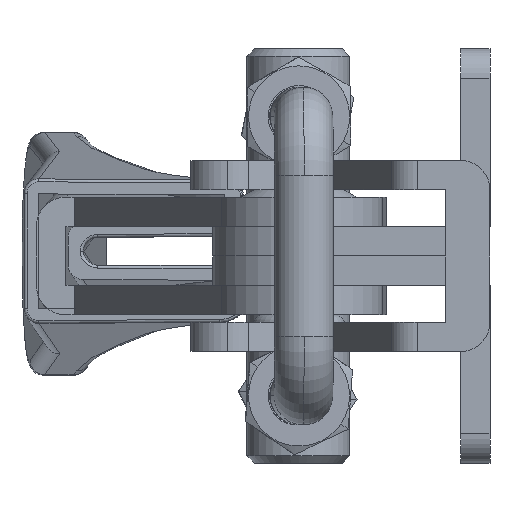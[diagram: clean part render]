
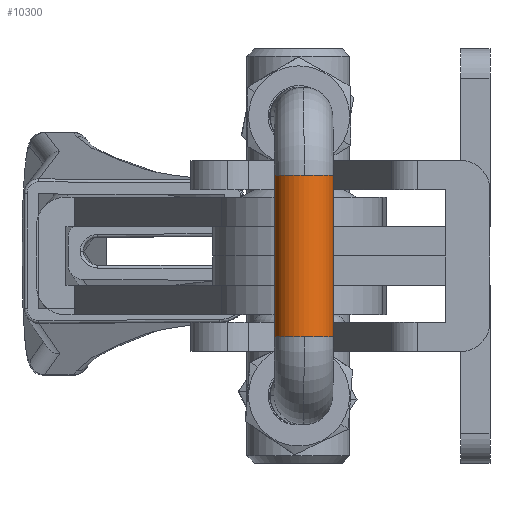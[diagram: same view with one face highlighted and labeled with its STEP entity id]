
A CAD part, left-side view. The second image highlights one B-rep face of the part: STEP entity #10300.
In plain terms, the highlighted cylindrical face has radius 2 mm (diameter 4 mm), a partial arc.
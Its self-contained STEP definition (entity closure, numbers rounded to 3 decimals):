
#44 = EDGE_CURVE ( 'NONE', #10119, #8456, #27494, .T. ) ;
#1760 = DIRECTION ( 'NONE',  ( 0., 1., 0. ) ) ;
#2387 = EDGE_LOOP ( 'NONE', ( #28859, #40710, #27958, #25804, #41182, #38026 ) ) ;
#6178 = DIRECTION ( 'NONE',  ( 0., 1., 0. ) ) ;
#6620 = VERTEX_POINT ( 'NONE', #33757 ) ;
#7137 = CIRCLE ( 'NONE', #37807, 2. ) ;
#8127 = CARTESIAN_POINT ( 'NONE',  ( 55., 15., 0. ) ) ;
#8367 = CARTESIAN_POINT ( 'NONE',  ( 57., 15., 0. ) ) ;
#8456 = VERTEX_POINT ( 'NONE', #8911 ) ;
#8466 = CARTESIAN_POINT ( 'NONE',  ( 55., 4., 0. ) ) ;
#8911 = CARTESIAN_POINT ( 'NONE',  ( 55., 15., 2. ) ) ;
#10119 = VERTEX_POINT ( 'NONE', #16923 ) ;
#10300 = ADVANCED_FACE ( 'NONE', ( #28419 ), #20014, .T. ) ;
#10436 = DIRECTION ( 'NONE',  ( 0., 1., 0. ) ) ;
#10630 = EDGE_CURVE ( 'NONE', #11821, #13017, #7137, .T. ) ;
#11335 = DIRECTION ( 'NONE',  ( 0., 0., -1. ) ) ;
#11821 = VERTEX_POINT ( 'NONE', #8367 ) ;
#12548 = EDGE_CURVE ( 'NONE', #10119, #35706, #15527, .T. ) ;
#13017 = VERTEX_POINT ( 'NONE', #16362 ) ;
#13858 = CIRCLE ( 'NONE', #35618, 2. ) ;
#14956 = DIRECTION ( 'NONE',  ( 0., 1., 0. ) ) ;
#15527 = CIRCLE ( 'NONE', #21225, 2. ) ;
#16263 = CARTESIAN_POINT ( 'NONE',  ( 55., 4., 0. ) ) ;
#16362 = CARTESIAN_POINT ( 'NONE',  ( 55., 15., -2. ) ) ;
#16923 = CARTESIAN_POINT ( 'NONE',  ( 55., 4., 2. ) ) ;
#16982 = CARTESIAN_POINT ( 'NONE',  ( 57., 4., 0. ) ) ;
#17831 = VECTOR ( 'NONE', #10436, 1000. ) ;
#18159 = DIRECTION ( 'NONE',  ( 0., 1., 0. ) ) ;
#19071 = VECTOR ( 'NONE', #6178, 1000. ) ;
#19473 = DIRECTION ( 'NONE',  ( 0., 0., -1. ) ) ;
#20014 = CYLINDRICAL_SURFACE ( 'NONE', #22958, 2. ) ;
#20833 = CARTESIAN_POINT ( 'NONE',  ( 55., 4., 0. ) ) ;
#21225 = AXIS2_PLACEMENT_3D ( 'NONE', #16263, #38431, #19473 ) ;
#22515 = CIRCLE ( 'NONE', #29587, 2. ) ;
#22958 = AXIS2_PLACEMENT_3D ( 'NONE', #8466, #18159, #30775 ) ;
#23691 = EDGE_CURVE ( 'NONE', #8456, #11821, #22515, .T. ) ;
#24019 = DIRECTION ( 'NONE',  ( 0., 0., -1. ) ) ;
#25804 = ORIENTED_EDGE ( 'NONE', *, *, #10630, .F. ) ;
#27494 = LINE ( 'NONE', #40877, #19071 ) ;
#27958 = ORIENTED_EDGE ( 'NONE', *, *, #28098, .T. ) ;
#28098 = EDGE_CURVE ( 'NONE', #6620, #13017, #32696, .T. ) ;
#28419 = FACE_OUTER_BOUND ( 'NONE', #2387, .T. ) ;
#28859 = ORIENTED_EDGE ( 'NONE', *, *, #12548, .T. ) ;
#29587 = AXIS2_PLACEMENT_3D ( 'NONE', #33916, #14956, #37119 ) ;
#30306 = DIRECTION ( 'NONE',  ( 0., 1., 0. ) ) ;
#30775 = DIRECTION ( 'NONE',  ( 0., 0., 1. ) ) ;
#31667 = EDGE_CURVE ( 'NONE', #35706, #6620, #13858, .T. ) ;
#32696 = LINE ( 'NONE', #35785, #17831 ) ;
#33757 = CARTESIAN_POINT ( 'NONE',  ( 55., 4., -2. ) ) ;
#33916 = CARTESIAN_POINT ( 'NONE',  ( 55., 15., 0. ) ) ;
#35618 = AXIS2_PLACEMENT_3D ( 'NONE', #20833, #1760, #24019 ) ;
#35706 = VERTEX_POINT ( 'NONE', #16982 ) ;
#35785 = CARTESIAN_POINT ( 'NONE',  ( 55., 4., -2. ) ) ;
#37119 = DIRECTION ( 'NONE',  ( 0., 0., -1. ) ) ;
#37807 = AXIS2_PLACEMENT_3D ( 'NONE', #8127, #30306, #11335 ) ;
#38026 = ORIENTED_EDGE ( 'NONE', *, *, #44, .F. ) ;
#38431 = DIRECTION ( 'NONE',  ( 0., 1., 0. ) ) ;
#40710 = ORIENTED_EDGE ( 'NONE', *, *, #31667, .T. ) ;
#40877 = CARTESIAN_POINT ( 'NONE',  ( 55., 4., 2. ) ) ;
#41182 = ORIENTED_EDGE ( 'NONE', *, *, #23691, .F. ) ;
